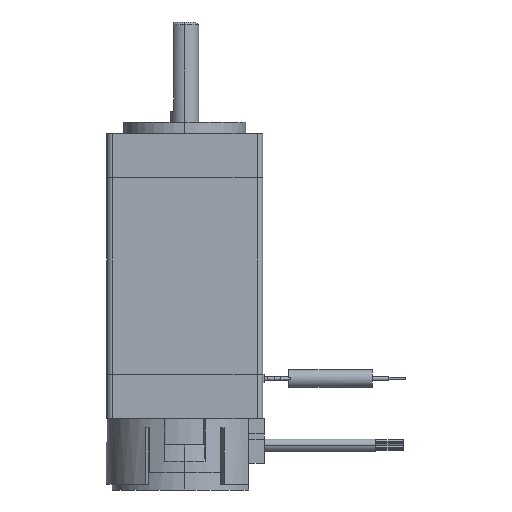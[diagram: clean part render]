
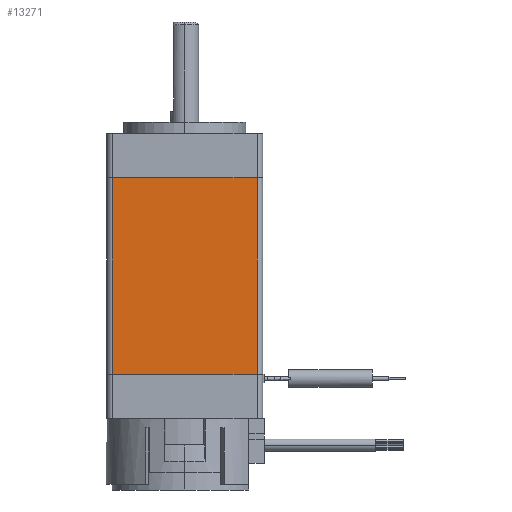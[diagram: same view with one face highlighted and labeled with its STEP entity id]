
A CAD part, left-side view. The second image highlights one B-rep face of the part: STEP entity #13271.
In plain terms, the highlighted planar face has unit normal (-1, 0, 0).
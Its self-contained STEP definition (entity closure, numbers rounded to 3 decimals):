
#229 = PLANE ( 'NONE',  #10855 ) ;
#306 = DIRECTION ( 'NONE',  ( 0., 1., 0. ) ) ;
#1330 = LINE ( 'NONE', #3782, #12534 ) ;
#2631 = VECTOR ( 'NONE', #6447, 1000. ) ;
#2754 = DIRECTION ( 'NONE',  ( 1., 0., 0. ) ) ;
#2760 = DIRECTION ( 'NONE',  ( 0., -1., 0. ) ) ;
#3520 = EDGE_LOOP ( 'NONE', ( #15588, #7783, #6076, #14814 ) ) ;
#3782 = CARTESIAN_POINT ( 'NONE',  ( -14., -13., 51.3 ) ) ;
#4236 = FACE_OUTER_BOUND ( 'NONE', #3520, .T. ) ;
#5005 = VERTEX_POINT ( 'NONE', #13091 ) ;
#5229 = CARTESIAN_POINT ( 'NONE',  ( -14., 13., 43.299 ) ) ;
#5374 = CARTESIAN_POINT ( 'NONE',  ( -14., 13., 8. ) ) ;
#5716 = VECTOR ( 'NONE', #6343, 1000. ) ;
#6076 = ORIENTED_EDGE ( 'NONE', *, *, #6590, .T. ) ;
#6229 = VECTOR ( 'NONE', #2760, 1000. ) ;
#6343 = DIRECTION ( 'NONE',  ( 0., 0., -1. ) ) ;
#6447 = DIRECTION ( 'NONE',  ( 0., -1., 0. ) ) ;
#6590 = EDGE_CURVE ( 'NONE', #7984, #11181, #10224, .T. ) ;
#7783 = ORIENTED_EDGE ( 'NONE', *, *, #9179, .T. ) ;
#7907 = EDGE_CURVE ( 'NONE', #11956, #5005, #9231, .T. ) ;
#7984 = VERTEX_POINT ( 'NONE', #5374 ) ;
#9179 = EDGE_CURVE ( 'NONE', #11956, #7984, #15033, .T. ) ;
#9231 = LINE ( 'NONE', #5229, #2631 ) ;
#9488 = EDGE_CURVE ( 'NONE', #5005, #11181, #1330, .T. ) ;
#10224 = LINE ( 'NONE', #12993, #6229 ) ;
#10855 = AXIS2_PLACEMENT_3D ( 'NONE', #11351, #2754, #306 ) ;
#11181 = VERTEX_POINT ( 'NONE', #14411 ) ;
#11351 = CARTESIAN_POINT ( 'NONE',  ( -14., 13., 51.3 ) ) ;
#11956 = VERTEX_POINT ( 'NONE', #16065 ) ;
#12534 = VECTOR ( 'NONE', #12700, 1000. ) ;
#12700 = DIRECTION ( 'NONE',  ( 0., 0., -1. ) ) ;
#12993 = CARTESIAN_POINT ( 'NONE',  ( -14., 13., 8. ) ) ;
#13091 = CARTESIAN_POINT ( 'NONE',  ( -14., -13., 43.299 ) ) ;
#13271 = ADVANCED_FACE ( 'NONE', ( #4236 ), #229, .F. ) ;
#14411 = CARTESIAN_POINT ( 'NONE',  ( -14., -13., 8. ) ) ;
#14814 = ORIENTED_EDGE ( 'NONE', *, *, #9488, .F. ) ;
#15033 = LINE ( 'NONE', #15110, #5716 ) ;
#15110 = CARTESIAN_POINT ( 'NONE',  ( -14., 13., 51.3 ) ) ;
#15588 = ORIENTED_EDGE ( 'NONE', *, *, #7907, .F. ) ;
#16065 = CARTESIAN_POINT ( 'NONE',  ( -14., 13., 43.299 ) ) ;
